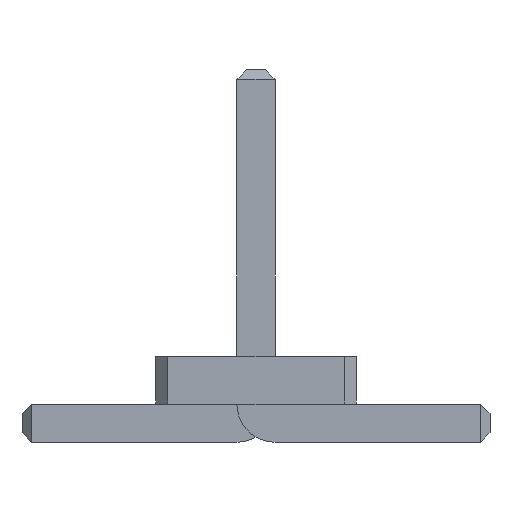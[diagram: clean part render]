
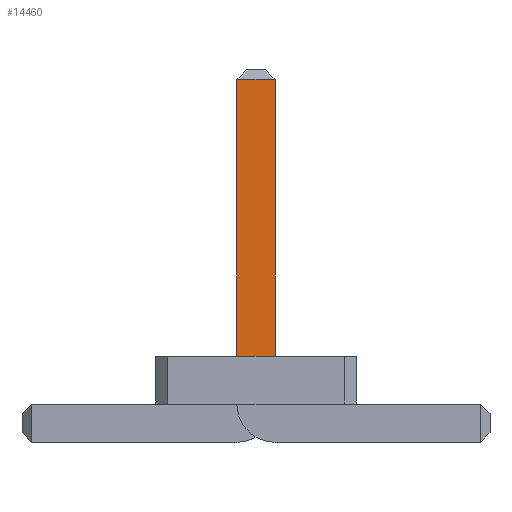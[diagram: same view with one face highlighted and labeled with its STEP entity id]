
A CAD part, front view. The second image highlights one B-rep face of the part: STEP entity #14460.
In plain terms, the highlighted planar face has unit normal (0, -1, 0).
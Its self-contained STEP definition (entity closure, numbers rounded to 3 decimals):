
#5448 = VERTEX_POINT('',#5449);
#5449 = CARTESIAN_POINT('',(-0.2,-23.06,0.9));
#5457 = EDGE_CURVE('',#5458,#5448,#5460,.T.);
#5458 = VERTEX_POINT('',#5459);
#5459 = CARTESIAN_POINT('',(0.2,-23.06,0.9));
#5460 = LINE('',#5461,#5462);
#5461 = CARTESIAN_POINT('',(-0.562,-23.06,0.9));
#5462 = VECTOR('',#5463,1.);
#5463 = DIRECTION('',(-1.,-0.,-0.));
#14394 = EDGE_CURVE('',#5448,#14395,#14397,.T.);
#14395 = VERTEX_POINT('',#14396);
#14396 = CARTESIAN_POINT('',(-0.2,-23.06,3.8));
#14397 = LINE('',#14398,#14399);
#14398 = CARTESIAN_POINT('',(-0.2,-23.06,0.));
#14399 = VECTOR('',#14400,1.);
#14400 = DIRECTION('',(0.,0.,1.));
#14442 = VERTEX_POINT('',#14443);
#14443 = CARTESIAN_POINT('',(0.2,-23.06,3.8));
#14449 = EDGE_CURVE('',#14442,#5458,#14450,.T.);
#14450 = LINE('',#14451,#14452);
#14451 = CARTESIAN_POINT('',(0.2,-23.06,3.9));
#14452 = VECTOR('',#14453,1.);
#14453 = DIRECTION('',(0.,0.,-1.));
#14460 = ADVANCED_FACE('',(#14461),#14472,.T.);
#14461 = FACE_BOUND('',#14462,.T.);
#14462 = EDGE_LOOP('',(#14463,#14464,#14465,#14466));
#14463 = ORIENTED_EDGE('',*,*,#14394,.F.);
#14464 = ORIENTED_EDGE('',*,*,#5457,.F.);
#14465 = ORIENTED_EDGE('',*,*,#14449,.F.);
#14466 = ORIENTED_EDGE('',*,*,#14467,.F.);
#14467 = EDGE_CURVE('',#14395,#14442,#14468,.T.);
#14468 = LINE('',#14469,#14470);
#14469 = CARTESIAN_POINT('',(-0.2,-23.06,3.8));
#14470 = VECTOR('',#14471,1.);
#14471 = DIRECTION('',(1.,0.,0.));
#14472 = PLANE('',#14473);
#14473 = AXIS2_PLACEMENT_3D('',#14474,#14475,#14476);
#14474 = CARTESIAN_POINT('',(-0.2,-23.06,3.9));
#14475 = DIRECTION('',(0.,-1.,0.));
#14476 = DIRECTION('',(0.,0.,-1.));
